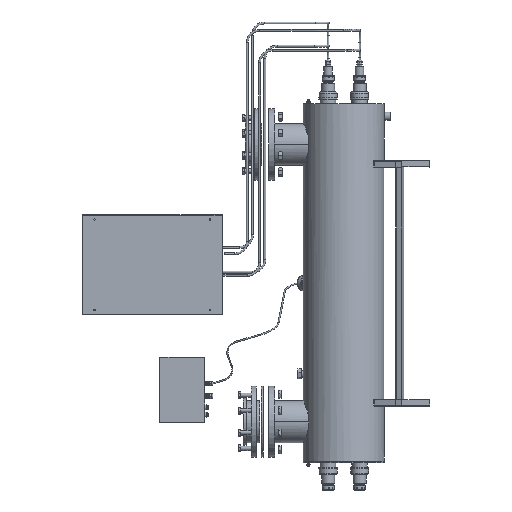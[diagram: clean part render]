
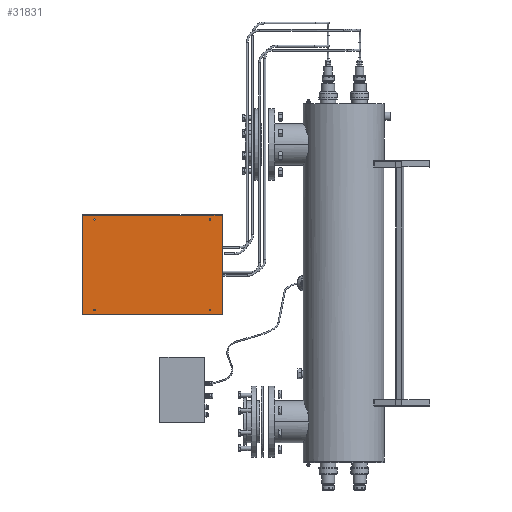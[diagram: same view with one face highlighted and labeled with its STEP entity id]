
A CAD part, left-side view. The second image highlights one B-rep face of the part: STEP entity #31831.
In plain terms, the highlighted planar face has unit normal (-1, 0, 0).
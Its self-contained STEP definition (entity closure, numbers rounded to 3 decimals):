
#31 = DIRECTION ( 'NONE',  ( 0., 0., 1. ) ) ;
#1364 = LINE ( 'NONE', #33404, #37991 ) ;
#2989 = LINE ( 'NONE', #54417, #74179 ) ;
#3210 = AXIS2_PLACEMENT_3D ( 'NONE', #62262, #30218, #6492 ) ;
#3280 = CARTESIAN_POINT ( 'NONE',  ( 817.709, 1769.097, 1240.404 ) ) ;
#3834 = DIRECTION ( 'NONE',  ( -1., 0., 0. ) ) ;
#4090 = DIRECTION ( 'NONE',  ( 0., 0., 1. ) ) ;
#4511 = FACE_BOUND ( 'NONE', #22856, .T. ) ;
#4847 = EDGE_CURVE ( 'NONE', #33079, #8947, #2989, .T. ) ;
#5954 = ORIENTED_EDGE ( 'NONE', *, *, #78333, .F. ) ;
#6492 = DIRECTION ( 'NONE',  ( 0., 0., 1. ) ) ;
#7408 = CIRCLE ( 'NONE', #53130, 3. ) ;
#7649 = DIRECTION ( 'NONE',  ( 0., 0., -1. ) ) ;
#8947 = VERTEX_POINT ( 'NONE', #57588 ) ;
#9770 = VERTEX_POINT ( 'NONE', #31273 ) ;
#10579 = EDGE_CURVE ( 'NONE', #29538, #29538, #60670, .T. ) ;
#12433 = PLANE ( 'NONE',  #3210 ) ;
#12723 = DIRECTION ( 'NONE',  ( -1., 0., 0. ) ) ;
#15188 = ORIENTED_EDGE ( 'NONE', *, *, #24233, .F. ) ;
#17726 = CIRCLE ( 'NONE', #56755, 3. ) ;
#18148 = EDGE_CURVE ( 'NONE', #82123, #82123, #17726, .T. ) ;
#19535 = VECTOR ( 'NONE', #43965, 1000. ) ;
#20165 = ORIENTED_EDGE ( 'NONE', *, *, #53552, .F. ) ;
#20844 = LINE ( 'NONE', #46534, #24226 ) ;
#21686 = AXIS2_PLACEMENT_3D ( 'NONE', #82697, #12723, #31 ) ;
#22669 = FACE_BOUND ( 'NONE', #48104, .T. ) ;
#22856 = EDGE_LOOP ( 'NONE', ( #44546 ) ) ;
#24226 = VECTOR ( 'NONE', #72266, 1000. ) ;
#24233 = EDGE_CURVE ( 'NONE', #9770, #33079, #20844, .T. ) ;
#25431 = CARTESIAN_POINT ( 'NONE',  ( 817.709, 1720.597, 1221.904 ) ) ;
#28676 = EDGE_LOOP ( 'NONE', ( #20165, #61767, #15188, #5954 ) ) ;
#28990 = DIRECTION ( 'NONE',  ( -1., 0., 0. ) ) ;
#29538 = VERTEX_POINT ( 'NONE', #48935 ) ;
#30218 = DIRECTION ( 'NONE',  ( -1., 0., 0. ) ) ;
#31273 = CARTESIAN_POINT ( 'NONE',  ( 817.709, 2280.597, 1621.904 ) ) ;
#31831 = ADVANCED_FACE ( 'NONE', ( #49608, #4511, #36576, #22669, #42492 ), #12433, .T. ) ;
#33079 = VERTEX_POINT ( 'NONE', #63998 ) ;
#33404 = CARTESIAN_POINT ( 'NONE',  ( 817.709, 2280.597, 1621.904 ) ) ;
#34164 = CARTESIAN_POINT ( 'NONE',  ( 817.709, 2232.097, 1603.404 ) ) ;
#36576 = FACE_OUTER_BOUND ( 'NONE', #28676, .T. ) ;
#37027 = CARTESIAN_POINT ( 'NONE',  ( 817.709, 1769.097, 1243.404 ) ) ;
#37991 = VECTOR ( 'NONE', #59112, 1000. ) ;
#42492 = FACE_BOUND ( 'NONE', #71374, .T. ) ;
#43965 = DIRECTION ( 'NONE',  ( 0., 1., 0. ) ) ;
#44546 = ORIENTED_EDGE ( 'NONE', *, *, #52715, .F. ) ;
#45565 = DIRECTION ( 'NONE',  ( 0., 0., 1. ) ) ;
#46534 = CARTESIAN_POINT ( 'NONE',  ( 817.709, 1720.597, 1621.904 ) ) ;
#47194 = EDGE_CURVE ( 'NONE', #63681, #63681, #54332, .T. ) ;
#48104 = EDGE_LOOP ( 'NONE', ( #48356 ) ) ;
#48356 = ORIENTED_EDGE ( 'NONE', *, *, #18148, .F. ) ;
#48935 = CARTESIAN_POINT ( 'NONE',  ( 817.709, 1769.097, 1606.404 ) ) ;
#49608 = FACE_BOUND ( 'NONE', #52612, .T. ) ;
#52612 = EDGE_LOOP ( 'NONE', ( #61630 ) ) ;
#52715 = EDGE_CURVE ( 'NONE', #72416, #72416, #7408, .T. ) ;
#53130 = AXIS2_PLACEMENT_3D ( 'NONE', #68324, #3834, #54023 ) ;
#53552 = EDGE_CURVE ( 'NONE', #8947, #81868, #75173, .T. ) ;
#54023 = DIRECTION ( 'NONE',  ( 0., 0., 1. ) ) ;
#54332 = CIRCLE ( 'NONE', #55697, 3. ) ;
#54417 = CARTESIAN_POINT ( 'NONE',  ( 817.709, 1720.597, 1621.904 ) ) ;
#54681 = CARTESIAN_POINT ( 'NONE',  ( 817.709, 2232.097, 1243.404 ) ) ;
#55697 = AXIS2_PLACEMENT_3D ( 'NONE', #34164, #59877, #45565 ) ;
#56755 = AXIS2_PLACEMENT_3D ( 'NONE', #3280, #28990, #4090 ) ;
#57588 = CARTESIAN_POINT ( 'NONE',  ( 817.709, 1720.597, 1221.904 ) ) ;
#59112 = DIRECTION ( 'NONE',  ( 0., 0., 1. ) ) ;
#59877 = DIRECTION ( 'NONE',  ( -1., 0., 0. ) ) ;
#60670 = CIRCLE ( 'NONE', #21686, 3. ) ;
#61630 = ORIENTED_EDGE ( 'NONE', *, *, #47194, .F. ) ;
#61767 = ORIENTED_EDGE ( 'NONE', *, *, #4847, .F. ) ;
#62262 = CARTESIAN_POINT ( 'NONE',  ( 817.709, 2000.597, 1421.904 ) ) ;
#63649 = CARTESIAN_POINT ( 'NONE',  ( 817.709, 2280.597, 1221.904 ) ) ;
#63681 = VERTEX_POINT ( 'NONE', #72001 ) ;
#63998 = CARTESIAN_POINT ( 'NONE',  ( 817.709, 1720.597, 1621.904 ) ) ;
#66727 = ORIENTED_EDGE ( 'NONE', *, *, #10579, .F. ) ;
#68324 = CARTESIAN_POINT ( 'NONE',  ( 817.709, 2232.097, 1240.404 ) ) ;
#71374 = EDGE_LOOP ( 'NONE', ( #66727 ) ) ;
#72001 = CARTESIAN_POINT ( 'NONE',  ( 817.709, 2232.097, 1606.404 ) ) ;
#72266 = DIRECTION ( 'NONE',  ( 0., -1., 0. ) ) ;
#72416 = VERTEX_POINT ( 'NONE', #54681 ) ;
#74179 = VECTOR ( 'NONE', #7649, 1000. ) ;
#75173 = LINE ( 'NONE', #25431, #19535 ) ;
#78333 = EDGE_CURVE ( 'NONE', #81868, #9770, #1364, .T. ) ;
#81868 = VERTEX_POINT ( 'NONE', #63649 ) ;
#82123 = VERTEX_POINT ( 'NONE', #37027 ) ;
#82697 = CARTESIAN_POINT ( 'NONE',  ( 817.709, 1769.097, 1603.404 ) ) ;
